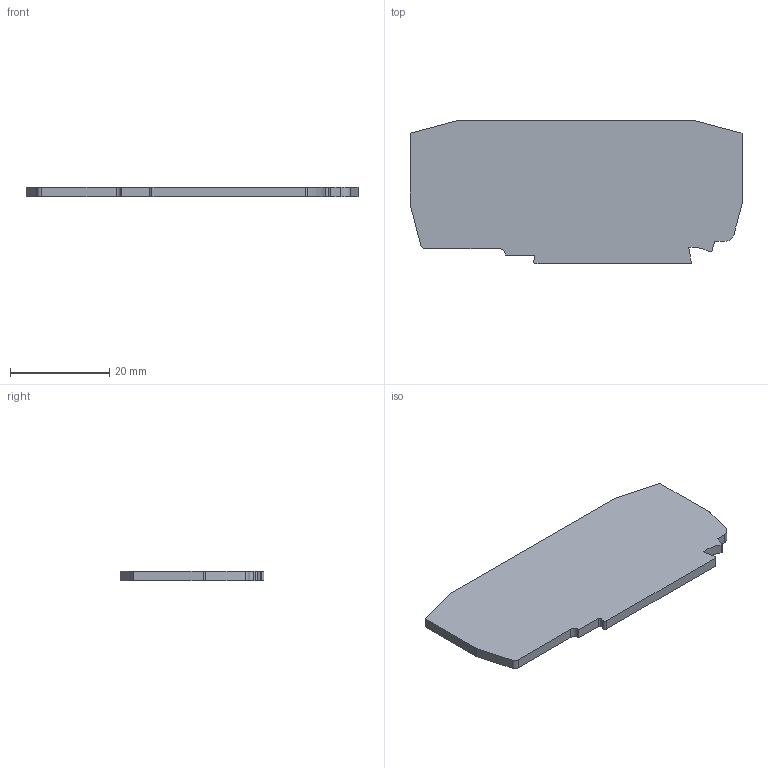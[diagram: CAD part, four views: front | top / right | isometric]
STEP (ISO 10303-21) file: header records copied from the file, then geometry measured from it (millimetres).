
FILE_DESCRIPTION (( 'STEP AP214' ), '1' );
FILE_NAME ('450060_NPP-YBK S-YBK I_Beige.STP', '2013-11-15T13:41:54', ( 'arge' ), ( 'Microsoft' ), 'SwSTEP 2.0', 'SolidWorks 2013', '' );
FILE_SCHEMA (( 'AUTOMOTIVE_DESIGN' ));
Length unit declared in the file: millimetre
Products named in the file (1): 450060_NPP-YBK S-YBK I_Beige
Bounding box: 67 x 29.04 x 2 mm (x, y, z)
Volume: 3580.9 mm3; surface area: 4002.1 mm2
Topology: 1 solids, 3 shells, 59 faces, 159 edges, 106 vertices
Faces by surface type: plane 46, cylinder 11, bspline 2
Entity records: 2574 total; most frequent: CARTESIAN_POINT 391, ORIENTED_EDGE 318, DIRECTION 293, EDGE_CURVE 159, VECTOR 133, LINE 133, VERTEX_POINT 106, AXIS2_PLACEMENT_3D 80
